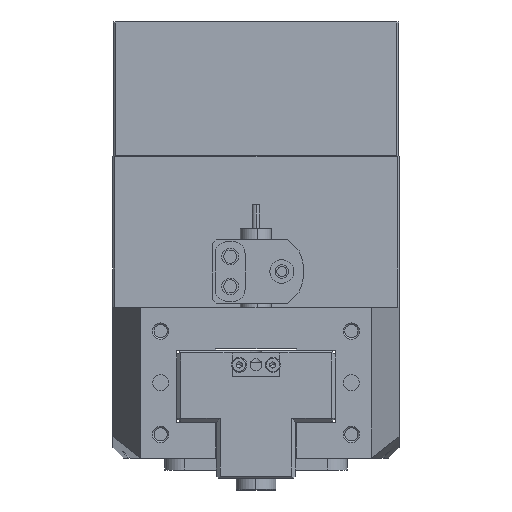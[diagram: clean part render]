
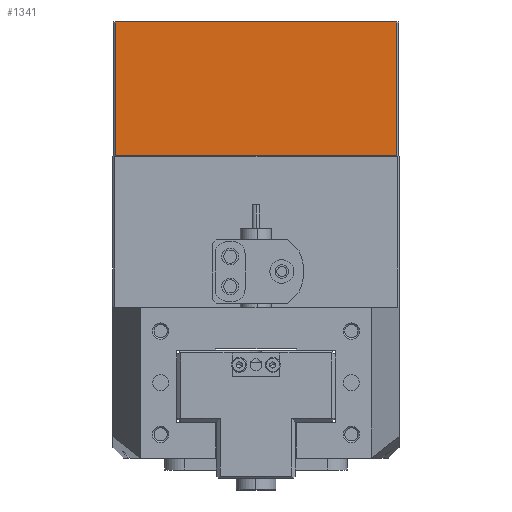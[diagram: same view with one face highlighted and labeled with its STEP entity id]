
A CAD part, left-side view. The second image highlights one B-rep face of the part: STEP entity #1341.
In plain terms, the highlighted planar face has unit normal (-1, 0, 0).
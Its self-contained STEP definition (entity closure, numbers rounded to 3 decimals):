
#566 = CARTESIAN_POINT ( 'NONE',  ( -68.858, -22.473, 198.248 ) ) ;
#627 = EDGE_CURVE ( 'NONE', #26025, #10465, #36079, .T. ) ;
#1341 = ADVANCED_FACE ( 'NONE', ( #3354 ), #22557, .F. ) ;
#1913 = ORIENTED_EDGE ( 'NONE', *, *, #9041, .T. ) ;
#3354 = FACE_OUTER_BOUND ( 'NONE', #32340, .T. ) ;
#3497 = ORIENTED_EDGE ( 'NONE', *, *, #33866, .T. ) ;
#4424 = EDGE_CURVE ( 'NONE', #26025, #37361, #30054, .T. ) ;
#6098 = CARTESIAN_POINT ( 'NONE',  ( -68.858, 48.327, 231.948 ) ) ;
#6568 = LINE ( 'NONE', #36566, #12477 ) ;
#6570 = DIRECTION ( 'NONE',  ( 0., 0., 1. ) ) ;
#9041 = EDGE_CURVE ( 'NONE', #10465, #28866, #6568, .T. ) ;
#10465 = VERTEX_POINT ( 'NONE', #33228 ) ;
#10896 = ORIENTED_EDGE ( 'NONE', *, *, #4424, .F. ) ;
#11929 = ORIENTED_EDGE ( 'NONE', *, *, #627, .T. ) ;
#12477 = VECTOR ( 'NONE', #14645, 1000. ) ;
#12845 = DIRECTION ( 'NONE',  ( 1., 0., 0. ) ) ;
#13114 = CARTESIAN_POINT ( 'NONE',  ( -68.858, 48.827, 231.948 ) ) ;
#13517 = DIRECTION ( 'NONE',  ( 0., 0., -1. ) ) ;
#14645 = DIRECTION ( 'NONE',  ( 0., -1., 0. ) ) ;
#15340 = VECTOR ( 'NONE', #6570, 1000. ) ;
#16275 = DIRECTION ( 'NONE',  ( 0., -1., 0. ) ) ;
#19515 = VECTOR ( 'NONE', #13517, 1000. ) ;
#20211 = AXIS2_PLACEMENT_3D ( 'NONE', #13114, #12845, #16275 ) ;
#22404 = CARTESIAN_POINT ( 'NONE',  ( -68.858, -22.473, 231.948 ) ) ;
#22557 = PLANE ( 'NONE',  #20211 ) ;
#24989 = CARTESIAN_POINT ( 'NONE',  ( -68.858, 48.327, 231.948 ) ) ;
#26025 = VERTEX_POINT ( 'NONE', #24989 ) ;
#26670 = DIRECTION ( 'NONE',  ( 0., -1., 0. ) ) ;
#26937 = CARTESIAN_POINT ( 'NONE',  ( -68.858, 48.827, 231.948 ) ) ;
#28641 = VECTOR ( 'NONE', #26670, 1000. ) ;
#28866 = VERTEX_POINT ( 'NONE', #566 ) ;
#29109 = CARTESIAN_POINT ( 'NONE',  ( -68.858, -22.473, 231.948 ) ) ;
#30054 = LINE ( 'NONE', #26937, #28641 ) ;
#32340 = EDGE_LOOP ( 'NONE', ( #1913, #3497, #10896, #11929 ) ) ;
#33228 = CARTESIAN_POINT ( 'NONE',  ( -68.858, 48.327, 198.248 ) ) ;
#33866 = EDGE_CURVE ( 'NONE', #28866, #37361, #39602, .T. ) ;
#36079 = LINE ( 'NONE', #6098, #19515 ) ;
#36566 = CARTESIAN_POINT ( 'NONE',  ( -68.858, 48.827, 198.248 ) ) ;
#37361 = VERTEX_POINT ( 'NONE', #29109 ) ;
#39602 = LINE ( 'NONE', #22404, #15340 ) ;
